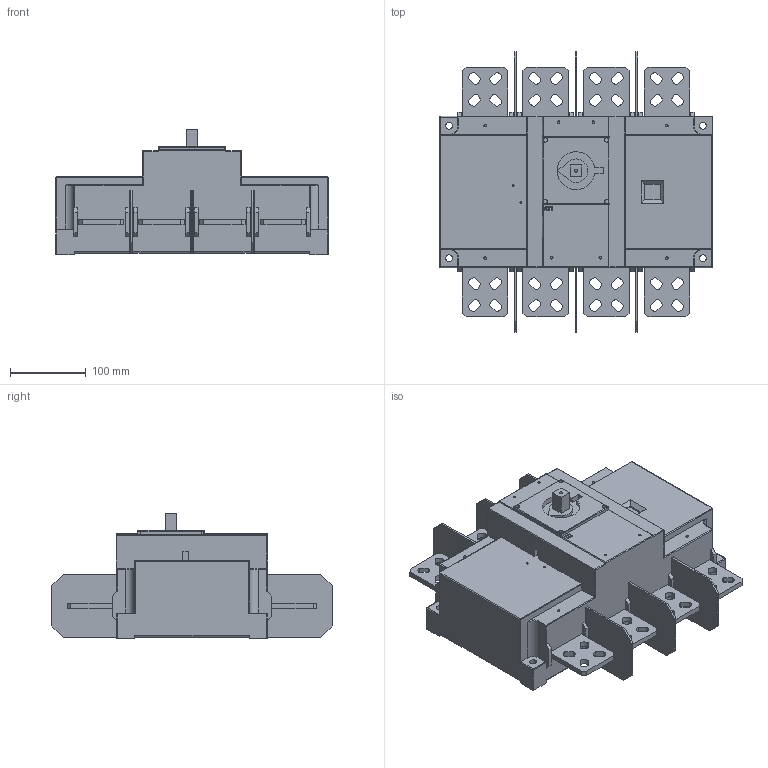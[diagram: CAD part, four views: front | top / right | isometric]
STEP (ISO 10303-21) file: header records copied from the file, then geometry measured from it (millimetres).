
FILE_DESCRIPTION((''),'2;1');
FILE_NAME('004661456_LBS_1250_3P_ASM','2021-09-22T',('marketing.praksa'),('Audax d.o.o.'),'CREO PARAMETRIC BY PTC INC, 2017480','CREO PARAMETRIC BY PTC INC, 2017480','');
FILE_SCHEMA(('AUTOMOTIVE_DESIGN { 1 0 10303 214 1 1 1 1 }'));
Length unit declared in the file: millimetre
Products named in the file (17): 26003119_01_1; 26003119_02_1; 26003119_03_1; FH_ASM; 26003119_04_1; PRT9571_1_1; PRT9571_1_2; PRT9571_1_3; PRT9571_1_5; PRT9571_1_6; PRT9571_1_4; PRT9571_1_ASM; BETA_1; LBS_1250_4P; PRT9567; PRT9568; 004661456_LBS_1250_3P_ASM
Assembly tree (19 placements, depth 3):
  004661456_LBS_1250_3P_ASM
    26003119_01_1
    FH_ASM  x2
      26003119_02_1
      26003119_03_1
    26003119_04_1
    PRT9571_1_ASM
      PRT9571_1_1
      PRT9571_1_2
      PRT9571_1_3
      PRT9571_1_5  x2
      PRT9571_1_6  x2
      PRT9571_1_4
    BETA_1
    LBS_1250_4P
    PRT9567
    PRT9568
Bounding box: 360 x 370 x 166 mm (x, y, z)
Volume: 8264045.1 mm3; surface area: 481697.7 mm2
Topology: 20 solids, 20 shells, 795 faces, 2059 edges, 1347 vertices
Faces by surface type: plane 532, cylinder 239, sphere 20, torus 4
Entity records: 33658 total; most frequent: CARTESIAN_POINT 4000, DIRECTION 3776, ORIENTED_EDGE 3686, PRESENTATION_STYLE_ASSIGNMENT 2574, STYLED_ITEM 2574, CURVE_STYLE 1843, EDGE_CURVE 1843, VECTOR 1386
